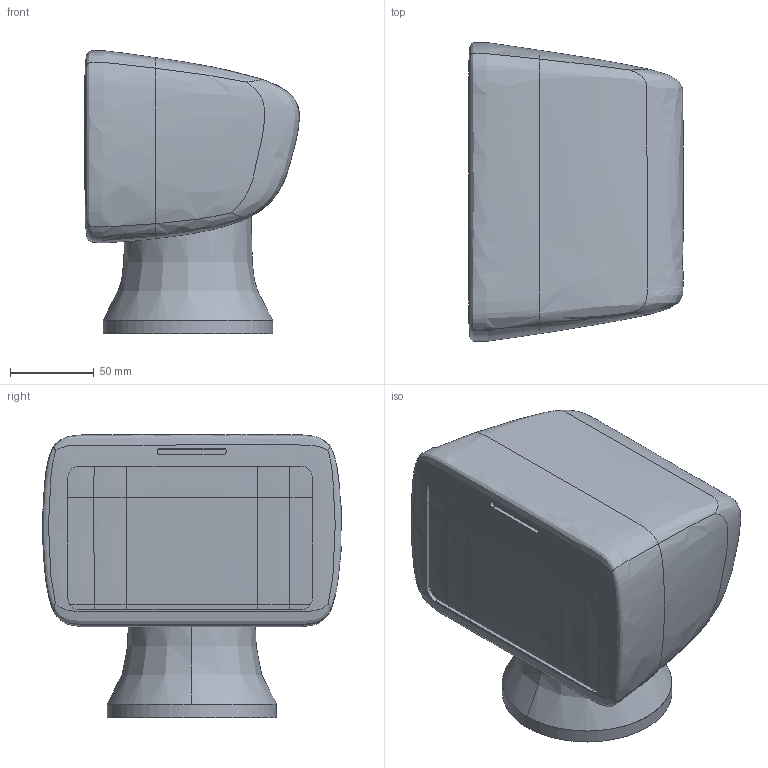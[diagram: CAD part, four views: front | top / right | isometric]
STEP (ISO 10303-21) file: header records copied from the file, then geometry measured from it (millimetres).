
FILE_DESCRIPTION(/* description */ (''),/* implementation_level */ '2;1');
FILE_NAME(/* name */ '头颈',/* time_stamp */ '2025-05-16T17:58:23+08:00',/* author */ (''),/* organization */ (''),/* preprocessor_version */ 'ST-DEVELOPER v19.2',/* originating_system */ 'Rhino 8.17',/* authorisation */ '');
FILE_SCHEMA (('CONFIG_CONTROL_DESIGN'));
Length unit declared in the file: centimetre
Products named in the file (1): Document
Bounding box: 128.19 x 178.57 x 169.2 mm (x, y, z)
Volume: 263627.6 mm3; surface area: 227545.4 mm2
Topology: 6 solids, 7 shells, 122 faces, 304 edges, 193 vertices
Faces by surface type: bspline 96, plane 16, cylinder 10
Entity records: 41520 total; most frequent: CARTESIAN_POINT 39467, ORIENTED_EDGE 604, EDGE_CURVE 304, B_SPLINE_CURVE_WITH_KNOTS 299, VERTEX_POINT 194, EDGE_LOOP 125, ADVANCED_FACE 121, FACE_OUTER_BOUND 121
